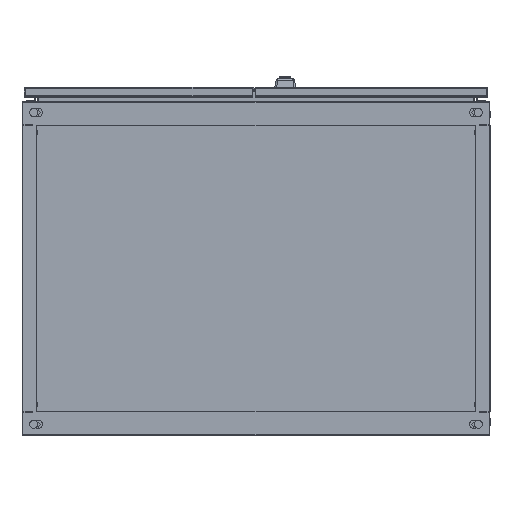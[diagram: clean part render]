
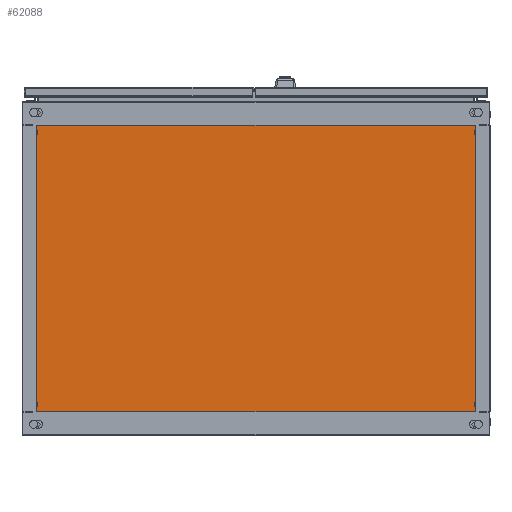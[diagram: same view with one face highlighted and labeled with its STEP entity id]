
A CAD part, front view. The second image highlights one B-rep face of the part: STEP entity #62088.
In plain terms, the highlighted planar face has unit normal (0, -1, 0).
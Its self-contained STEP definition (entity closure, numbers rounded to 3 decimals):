
#479 = FACE_OUTER_BOUND ( 'NONE', #20342, .T. ) ;
#1402 = CARTESIAN_POINT ( 'NONE',  ( 375., 1799., -245. ) ) ;
#2342 = AXIS2_PLACEMENT_3D ( 'NONE', #115948, #152234, #140176 ) ;
#3963 = CARTESIAN_POINT ( 'NONE',  ( -375., 1799., -245. ) ) ;
#13065 = VERTEX_POINT ( 'NONE', #129453 ) ;
#20342 = EDGE_LOOP ( 'NONE', ( #41404, #125193, #82896, #143869 ) ) ;
#22549 = CARTESIAN_POINT ( 'NONE',  ( -375., 1799., 245. ) ) ;
#25783 = PLANE ( 'NONE',  #2342 ) ;
#32341 = EDGE_CURVE ( 'NONE', #141236, #49400, #45676, .T. ) ;
#36264 = DIRECTION ( 'NONE',  ( 1., 0., 0. ) ) ;
#38002 = VECTOR ( 'NONE', #151505, 1000. ) ;
#39780 = VECTOR ( 'NONE', #141974, 1000. ) ;
#41404 = ORIENTED_EDGE ( 'NONE', *, *, #32341, .F. ) ;
#42794 = CARTESIAN_POINT ( 'NONE',  ( -375., 1799., -245. ) ) ;
#45676 = LINE ( 'NONE', #3963, #39780 ) ;
#49400 = VERTEX_POINT ( 'NONE', #118668 ) ;
#51435 = LINE ( 'NONE', #153863, #114395 ) ;
#60524 = VECTOR ( 'NONE', #36264, 1000. ) ;
#62088 = ADVANCED_FACE ( 'NONE', ( #479 ), #25783, .F. ) ;
#62898 = EDGE_CURVE ( 'NONE', #13065, #141236, #51435, .T. ) ;
#63724 = LINE ( 'NONE', #1402, #38002 ) ;
#64681 = VERTEX_POINT ( 'NONE', #156518 ) ;
#68429 = LINE ( 'NONE', #22549, #60524 ) ;
#82896 = ORIENTED_EDGE ( 'NONE', *, *, #146108, .F. ) ;
#114395 = VECTOR ( 'NONE', #143988, 1000. ) ;
#115948 = CARTESIAN_POINT ( 'NONE',  ( 0., 1799., 0. ) ) ;
#118668 = CARTESIAN_POINT ( 'NONE',  ( -375., 1799., 245. ) ) ;
#125193 = ORIENTED_EDGE ( 'NONE', *, *, #62898, .F. ) ;
#129453 = CARTESIAN_POINT ( 'NONE',  ( 375., 1799., -245. ) ) ;
#140176 = DIRECTION ( 'NONE',  ( 0., 0., 1. ) ) ;
#141236 = VERTEX_POINT ( 'NONE', #42794 ) ;
#141974 = DIRECTION ( 'NONE',  ( 0., 0., 1. ) ) ;
#143869 = ORIENTED_EDGE ( 'NONE', *, *, #143873, .F. ) ;
#143873 = EDGE_CURVE ( 'NONE', #49400, #64681, #68429, .T. ) ;
#143988 = DIRECTION ( 'NONE',  ( -1., 0., 0. ) ) ;
#146108 = EDGE_CURVE ( 'NONE', #64681, #13065, #63724, .T. ) ;
#151505 = DIRECTION ( 'NONE',  ( 0., 0., -1. ) ) ;
#152234 = DIRECTION ( 'NONE',  ( 0., 1., 0. ) ) ;
#153863 = CARTESIAN_POINT ( 'NONE',  ( -375., 1799., -245. ) ) ;
#156518 = CARTESIAN_POINT ( 'NONE',  ( 375., 1799., 245. ) ) ;
